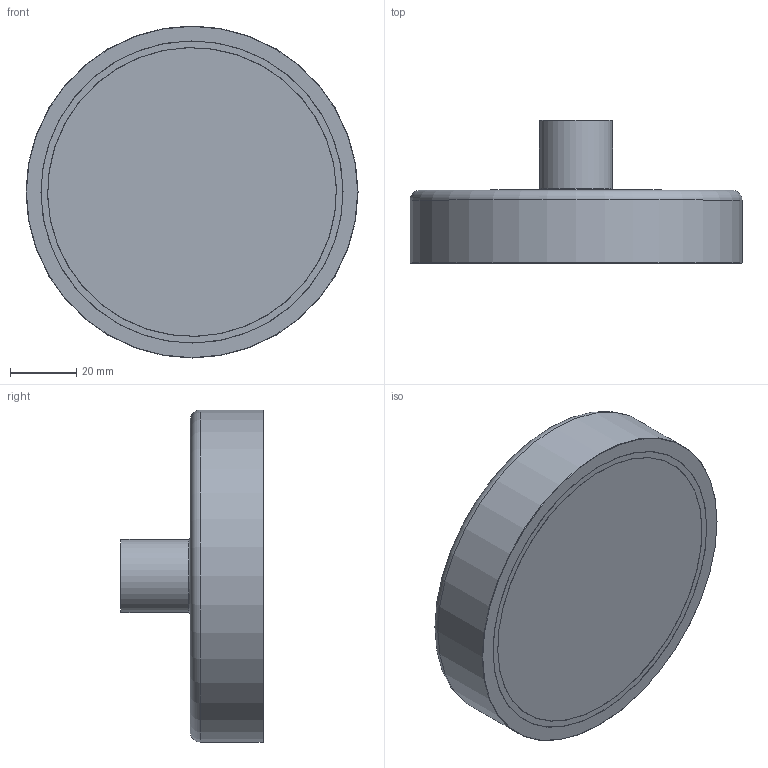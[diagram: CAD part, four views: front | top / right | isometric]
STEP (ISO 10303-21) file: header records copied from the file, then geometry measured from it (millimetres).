
FILE_DESCRIPTION(/* description */ (''),/* implementation_level */ '2;1');
FILE_NAME(/* name */ 'GM16511 -.stp',/* time_stamp */ '2019-09-25T10:52:20+02:00',/* author */ ('PV'),/* organization */ (''),/* preprocessor_version */ 'ST-DEVELOPER v17.2',/* originating_system */ 'Autodesk Inventor 2019',/* authorisation */ '');
FILE_SCHEMA (('AUTOMOTIVE_DESIGN { 1 0 10303 214 3 1 1 }'));
Length unit declared in the file: millimetre
Products named in the file (4): GM16511; E0122980; E0122981; E0122979
Assembly tree (3 placements, depth 2):
  GM16511
    E0122980
    E0122981
    E0122979
Bounding box: 100 x 43 x 100 mm (x, y, z)
Volume: 178171 mm3; surface area: 54019 mm2
Topology: 3 solids, 3 shells, 22 faces, 47 edges, 34 vertices
Faces by surface type: plane 9, cylinder 7, torus 4, cone 2
Full cylindrical faces by diameter (mm): 10.25 x1, 22 x1, 87 x2, 91 x2, 100 x1
Entity records: 801 total; most frequent: DIRECTION 143, CARTESIAN_POINT 110, ORIENTED_EDGE 94, AXIS2_PLACEMENT_3D 67, EDGE_CURVE 47, CIRCLE 38, VERTEX_POINT 34, EDGE_LOOP 27
